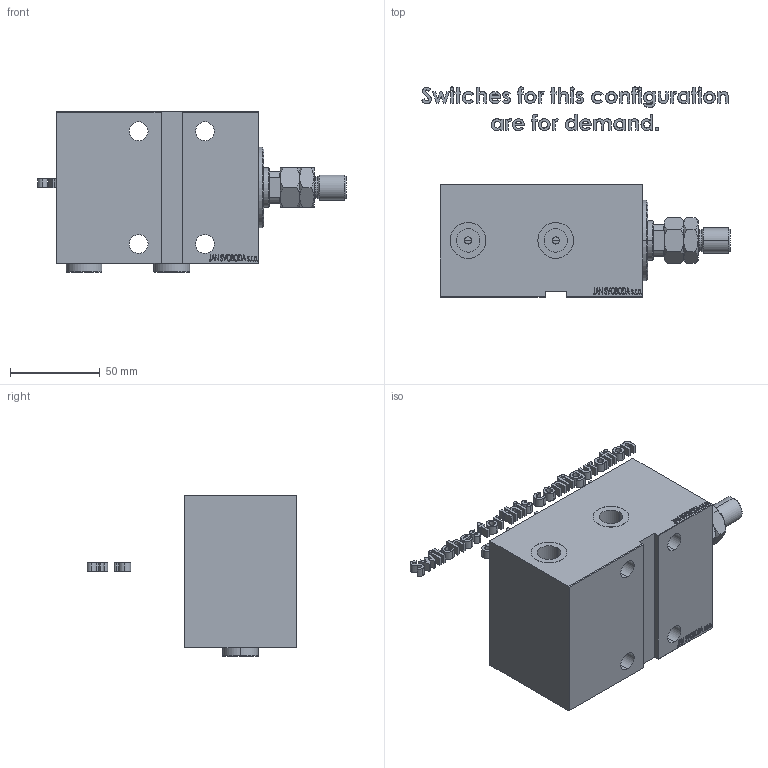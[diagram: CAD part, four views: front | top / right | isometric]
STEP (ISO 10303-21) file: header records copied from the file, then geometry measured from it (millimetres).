
FILE_DESCRIPTION (( 'STEP AP203' ), '1' );
FILE_NAME ('30c3.STEP', '2022-04-17T16:36:27', ( '' ), ( '' ), 'SwSTEP 2.0', 'SolidWorks 2019', '' );
FILE_SCHEMA (( 'CONFIG_CONTROL_DESIGN' ));
Length unit declared in the file: millimetre
Products named in the file (7): V450CP_B_VCP b8320137ec50de7e5a095cfb1ba48e63; V450CP_VC_B b8320137ec50de7e5a095cfb1ba48e63; MTA b8320137ec50de7e5a095cfb1ba48e63; 30c3; For_demand b8320137ec50de7e5a095cfb1ba48e63; V450CP_E b8320137ec50de7e5a095cfb1ba48e63; PLUG b8320137ec50de7e5a095cfb1ba48e63
Assembly tree (7 placements, depth 2):
  30c3
    V450CP_E b8320137ec50de7e5a095cfb1ba48e63
    MTA b8320137ec50de7e5a095cfb1ba48e63
    V450CP_B_VCP b8320137ec50de7e5a095cfb1ba48e63
    V450CP_VC_B b8320137ec50de7e5a095cfb1ba48e63
    PLUG b8320137ec50de7e5a095cfb1ba48e63  x2
    For_demand b8320137ec50de7e5a095cfb1ba48e63
Bounding box: 172.41 x 117.28 x 89.9 mm (x, y, z)
Volume: 558839.5 mm3; surface area: 106711.6 mm2
Topology: 51 solids, 51 shells, 1580 faces, 3993 edges, 2633 vertices
Faces by surface type: plane 792, bspline 650, cylinder 86, cone 46, torus 6
Entity records: 77080 total; most frequent: CARTESIAN_POINT 43097, ORIENTED_EDGE 7902, DIRECTION 4647, EDGE_CURVE 3951, VERTEX_POINT 2609, LINE 2377, VECTOR 2377, EDGE_LOOP 1720
